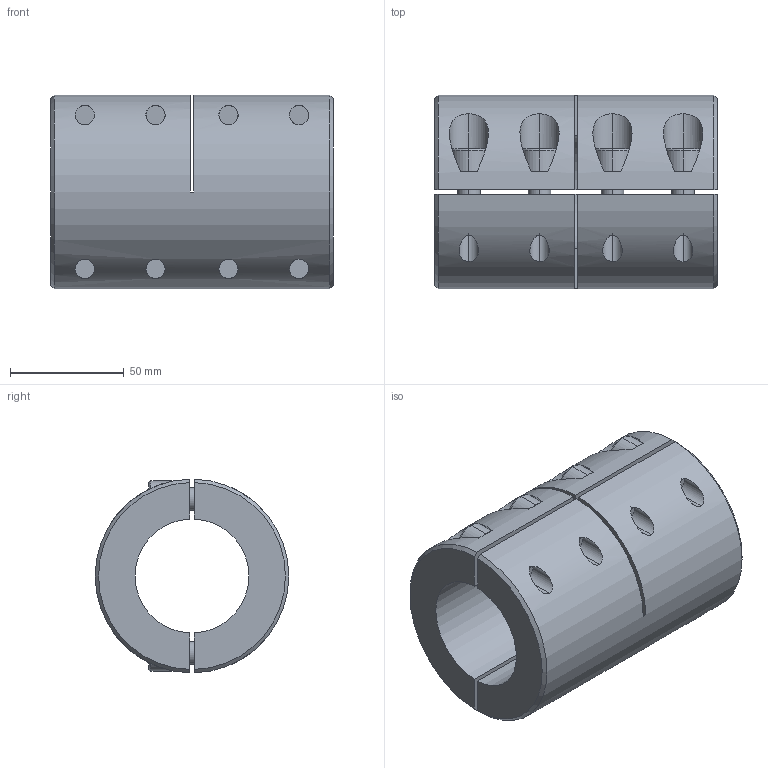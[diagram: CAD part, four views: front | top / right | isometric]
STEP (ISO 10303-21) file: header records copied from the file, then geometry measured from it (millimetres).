
FILE_DESCRIPTION (( 'STEP AP214' ), '1' );
FILE_NAME ('KTA-50.STEP', '2019-07-26T09:16:19', ( '' ), ( '' ), 'SwSTEP 2.0', 'SolidWorks 2019', '' );
FILE_SCHEMA (( 'AUTOMOTIVE_DESIGN' ));
Length unit declared in the file: millimetre
Products named in the file (1): KTA-50
Bounding box: 124 x 85 x 84.98 mm (x, y, z)
Volume: 429953 mm3; surface area: 94097.1 mm2
Topology: 10 solids, 10 shells, 296 faces, 668 edges, 400 vertices
Faces by surface type: plane 144, cylinder 84, cone 36, torus 32
Entity records: 12679 total; most frequent: CARTESIAN_POINT 2573, DIRECTION 1482, ORIENTED_EDGE 1304, EDGE_CURVE 652, AXIS2_PLACEMENT_3D 573, VERTEX_POINT 400, EDGE_LOOP 352, LINE 336
